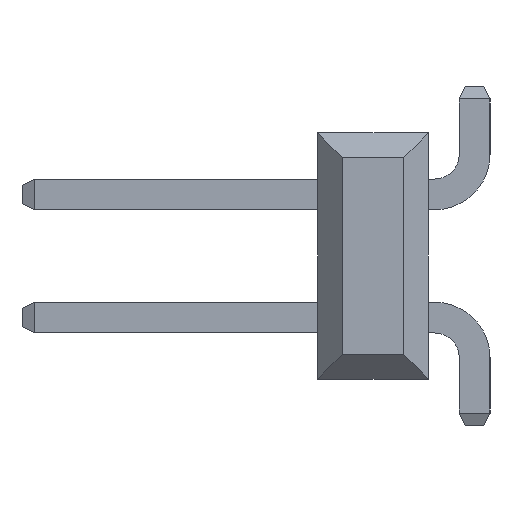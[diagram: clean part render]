
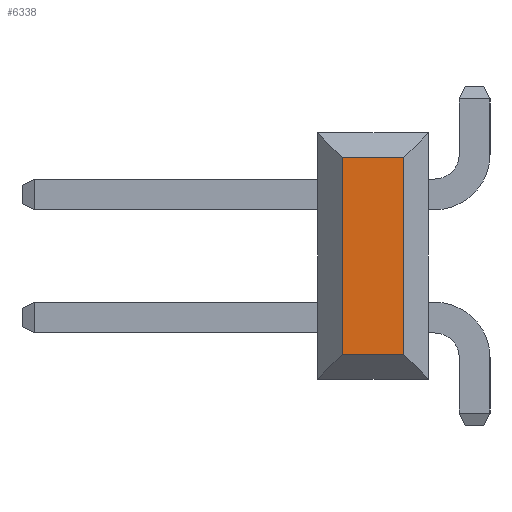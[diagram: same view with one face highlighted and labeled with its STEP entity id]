
A CAD part, left-side view. The second image highlights one B-rep face of the part: STEP entity #6338.
In plain terms, the highlighted planar face has unit normal (-1, 0, 0).
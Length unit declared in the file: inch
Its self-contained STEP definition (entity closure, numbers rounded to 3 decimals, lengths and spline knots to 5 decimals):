
#937=DIRECTION('',(0.,0.,1.));
#938=VECTOR('',#937,0.16);
#939=CARTESIAN_POINT('',(-0.4,-0.025,-0.08));
#940=LINE('',#939,#938);
#949=DIRECTION('',(0.,0.,1.));
#950=VECTOR('',#949,0.16);
#951=CARTESIAN_POINT('',(-0.4,0.025,-0.08));
#952=LINE('',#951,#950);
#953=DIRECTION('',(0.,-1.,0.));
#954=VECTOR('',#953,0.05);
#955=CARTESIAN_POINT('',(-0.4,0.025,0.08));
#956=LINE('',#955,#954);
#957=DIRECTION('',(0.,-1.,0.));
#958=VECTOR('',#957,0.05);
#959=CARTESIAN_POINT('',(-0.4,0.025,-0.08));
#960=LINE('',#959,#958);
#4177=CARTESIAN_POINT('',(-0.4,0.025,-0.08));
#4178=CARTESIAN_POINT('',(-0.4,0.025,0.08));
#4179=VERTEX_POINT('',#4177);
#4180=VERTEX_POINT('',#4178);
#4181=CARTESIAN_POINT('',(-0.4,-0.025,-0.08));
#4182=CARTESIAN_POINT('',(-0.4,-0.025,0.08));
#4183=VERTEX_POINT('',#4181);
#4184=VERTEX_POINT('',#4182);
#6324=CARTESIAN_POINT('',(-0.4,0.025,-0.1));
#6325=DIRECTION('',(-1.,0.,0.));
#6326=DIRECTION('',(0.,-1.,0.));
#6327=AXIS2_PLACEMENT_3D('',#6324,#6325,#6326);
#6328=PLANE('',#6327);
#6330=ORIENTED_EDGE('',*,*,#6329,.T.);
#6332=ORIENTED_EDGE('',*,*,#6331,.T.);
#6333=ORIENTED_EDGE('',*,*,#6314,.F.);
#6335=ORIENTED_EDGE('',*,*,#6334,.F.);
#6336=EDGE_LOOP('',(#6330,#6332,#6333,#6335));
#6337=FACE_OUTER_BOUND('',#6336,.F.);
#6338=ADVANCED_FACE('',(#6337),#6328,.T.);
#6314=EDGE_CURVE('',#4183,#4184,#940,.T.);
#6329=EDGE_CURVE('',#4179,#4180,#952,.T.);
#6331=EDGE_CURVE('',#4180,#4184,#956,.T.);
#6334=EDGE_CURVE('',#4179,#4183,#960,.T.);
